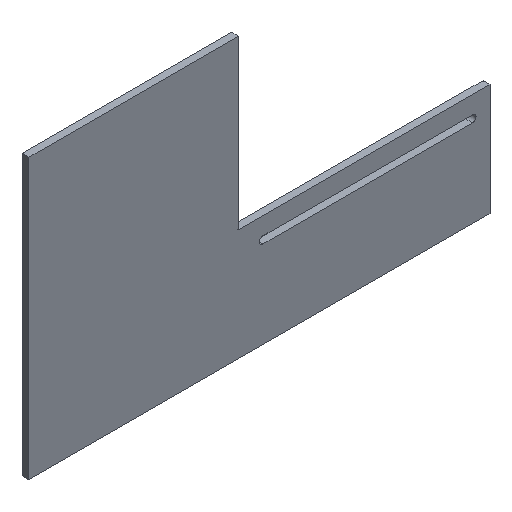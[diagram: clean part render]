
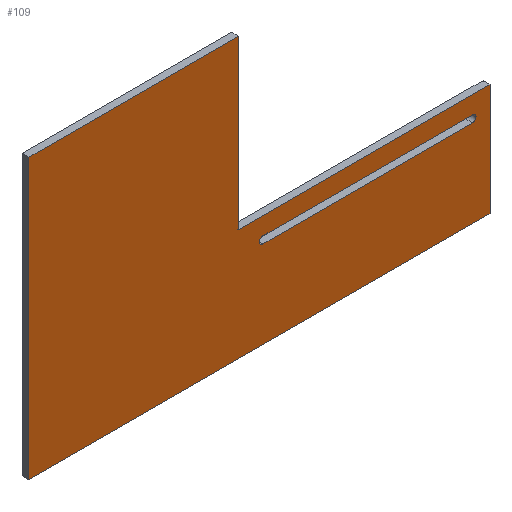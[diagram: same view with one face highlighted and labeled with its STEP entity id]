
A CAD part, isometric view. The second image highlights one B-rep face of the part: STEP entity #109.
In plain terms, the highlighted planar face has unit normal (0, -1, 0).
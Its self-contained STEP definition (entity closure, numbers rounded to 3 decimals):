
#5 = LINE ( 'NONE', #303, #395 ) ;
#26 = DIRECTION ( 'NONE',  ( 0., 0., -1. ) ) ;
#31 = DIRECTION ( 'NONE',  ( 1., 0., 0. ) ) ;
#32 = CARTESIAN_POINT ( 'NONE',  ( 167.5, 0., -100. ) ) ;
#34 = VERTEX_POINT ( 'NONE', #81 ) ;
#44 = DIRECTION ( 'NONE',  ( 1., 0., 0. ) ) ;
#51 = EDGE_CURVE ( 'NONE', #69, #34, #94, .T. ) ;
#53 = LINE ( 'NONE', #331, #115 ) ;
#54 = DIRECTION ( 'NONE',  ( 0., 1., 0. ) ) ;
#59 = DIRECTION ( 'NONE',  ( -1., 0., 0. ) ) ;
#62 = ORIENTED_EDGE ( 'NONE', *, *, #74, .F. ) ;
#69 = VERTEX_POINT ( 'NONE', #92 ) ;
#74 = EDGE_CURVE ( 'NONE', #289, #172, #53, .T. ) ;
#79 = LINE ( 'NONE', #263, #98 ) ;
#81 = CARTESIAN_POINT ( 'NONE',  ( 5., 0., -32.5 ) ) ;
#88 = CARTESIAN_POINT ( 'NONE',  ( 5., 0., -35. ) ) ;
#92 = CARTESIAN_POINT ( 'NONE',  ( 5., 0., -37.5 ) ) ;
#93 = CARTESIAN_POINT ( 'NONE',  ( 155., 0., -37.5 ) ) ;
#94 = CIRCLE ( 'NONE', #350, 2.5 ) ;
#96 = DIRECTION ( 'NONE',  ( -1., 0., 0. ) ) ;
#98 = VECTOR ( 'NONE', #399, 1000. ) ;
#109 = ADVANCED_FACE ( 'NONE', ( #378, #175 ), #188, .F. ) ;
#115 = VECTOR ( 'NONE', #354, 1000. ) ;
#119 = VECTOR ( 'NONE', #31, 1000. ) ;
#131 = DIRECTION ( 'NONE',  ( 0., 1., 0. ) ) ;
#140 = ORIENTED_EDGE ( 'NONE', *, *, #312, .F. ) ;
#143 = VECTOR ( 'NONE', #96, 1000. ) ;
#146 = ORIENTED_EDGE ( 'NONE', *, *, #296, .T. ) ;
#148 = VERTEX_POINT ( 'NONE', #93 ) ;
#151 = EDGE_CURVE ( 'NONE', #310, #148, #268, .T. ) ;
#160 = VERTEX_POINT ( 'NONE', #326 ) ;
#163 = CARTESIAN_POINT ( 'NONE',  ( 167.5, 0., -100. ) ) ;
#165 = CARTESIAN_POINT ( 'NONE',  ( 0., 0., -32.5 ) ) ;
#167 = ORIENTED_EDGE ( 'NONE', *, *, #431, .T. ) ;
#172 = VERTEX_POINT ( 'NONE', #290 ) ;
#175 = FACE_OUTER_BOUND ( 'NONE', #407, .T. ) ;
#185 = ORIENTED_EDGE ( 'NONE', *, *, #333, .F. ) ;
#186 = DIRECTION ( 'NONE',  ( 0., 1., 0. ) ) ;
#188 = PLANE ( 'NONE',  #355 ) ;
#191 = DIRECTION ( 'NONE',  ( 0., 0., 1. ) ) ;
#194 = CARTESIAN_POINT ( 'NONE',  ( -162.5, 0., 100. ) ) ;
#195 = LINE ( 'NONE', #32, #422 ) ;
#203 = LINE ( 'NONE', #165, #304 ) ;
#219 = EDGE_CURVE ( 'NONE', #246, #225, #424, .T. ) ;
#225 = VERTEX_POINT ( 'NONE', #236 ) ;
#233 = CARTESIAN_POINT ( 'NONE',  ( -12.5, 0., -20. ) ) ;
#236 = CARTESIAN_POINT ( 'NONE',  ( 167.5, 0., -20. ) ) ;
#246 = VERTEX_POINT ( 'NONE', #233 ) ;
#251 = AXIS2_PLACEMENT_3D ( 'NONE', #425, #131, #262 ) ;
#259 = ORIENTED_EDGE ( 'NONE', *, *, #317, .F. ) ;
#262 = DIRECTION ( 'NONE',  ( 0., 0., 1. ) ) ;
#263 = CARTESIAN_POINT ( 'NONE',  ( 167.5, 0., -20. ) ) ;
#266 = DIRECTION ( 'NONE',  ( 1., 0., 0. ) ) ;
#268 = CIRCLE ( 'NONE', #251, 2.5 ) ;
#279 = VECTOR ( 'NONE', #266, 1000. ) ;
#287 = LINE ( 'NONE', #194, #279 ) ;
#289 = VERTEX_POINT ( 'NONE', #334 ) ;
#290 = CARTESIAN_POINT ( 'NONE',  ( -162.5, 0., 100. ) ) ;
#295 = CARTESIAN_POINT ( 'NONE',  ( 0., 0., 0. ) ) ;
#296 = EDGE_CURVE ( 'NONE', #148, #69, #318, .T. ) ;
#297 = CARTESIAN_POINT ( 'NONE',  ( 155., 0., -32.5 ) ) ;
#300 = EDGE_CURVE ( 'NONE', #172, #160, #287, .T. ) ;
#303 = CARTESIAN_POINT ( 'NONE',  ( -12.5, 0., 100. ) ) ;
#304 = VECTOR ( 'NONE', #44, 1000. ) ;
#309 = VERTEX_POINT ( 'NONE', #163 ) ;
#310 = VERTEX_POINT ( 'NONE', #297 ) ;
#312 = EDGE_CURVE ( 'NONE', #160, #246, #5, .T. ) ;
#317 = EDGE_CURVE ( 'NONE', #225, #309, #79, .T. ) ;
#318 = LINE ( 'NONE', #363, #143 ) ;
#324 = ORIENTED_EDGE ( 'NONE', *, *, #219, .F. ) ;
#326 = CARTESIAN_POINT ( 'NONE',  ( -12.5, 0., 100. ) ) ;
#327 = EDGE_LOOP ( 'NONE', ( #146, #348, #167, #376 ) ) ;
#331 = CARTESIAN_POINT ( 'NONE',  ( -162.5, 0., -100. ) ) ;
#333 = EDGE_CURVE ( 'NONE', #309, #289, #195, .T. ) ;
#334 = CARTESIAN_POINT ( 'NONE',  ( -162.5, 0., -100. ) ) ;
#336 = CARTESIAN_POINT ( 'NONE',  ( 167.5, 0., -20. ) ) ;
#348 = ORIENTED_EDGE ( 'NONE', *, *, #51, .T. ) ;
#350 = AXIS2_PLACEMENT_3D ( 'NONE', #88, #186, #421 ) ;
#354 = DIRECTION ( 'NONE',  ( 0., 0., 1. ) ) ;
#355 = AXIS2_PLACEMENT_3D ( 'NONE', #295, #54, #191 ) ;
#363 = CARTESIAN_POINT ( 'NONE',  ( 0., 0., -37.5 ) ) ;
#376 = ORIENTED_EDGE ( 'NONE', *, *, #151, .T. ) ;
#378 = FACE_BOUND ( 'NONE', #327, .T. ) ;
#395 = VECTOR ( 'NONE', #26, 1000. ) ;
#399 = DIRECTION ( 'NONE',  ( 0., 0., -1. ) ) ;
#402 = ORIENTED_EDGE ( 'NONE', *, *, #300, .F. ) ;
#407 = EDGE_LOOP ( 'NONE', ( #62, #185, #259, #324, #140, #402 ) ) ;
#421 = DIRECTION ( 'NONE',  ( 0., 0., 1. ) ) ;
#422 = VECTOR ( 'NONE', #59, 1000. ) ;
#424 = LINE ( 'NONE', #336, #119 ) ;
#425 = CARTESIAN_POINT ( 'NONE',  ( 155., 0., -35. ) ) ;
#431 = EDGE_CURVE ( 'NONE', #34, #310, #203, .T. ) ;
